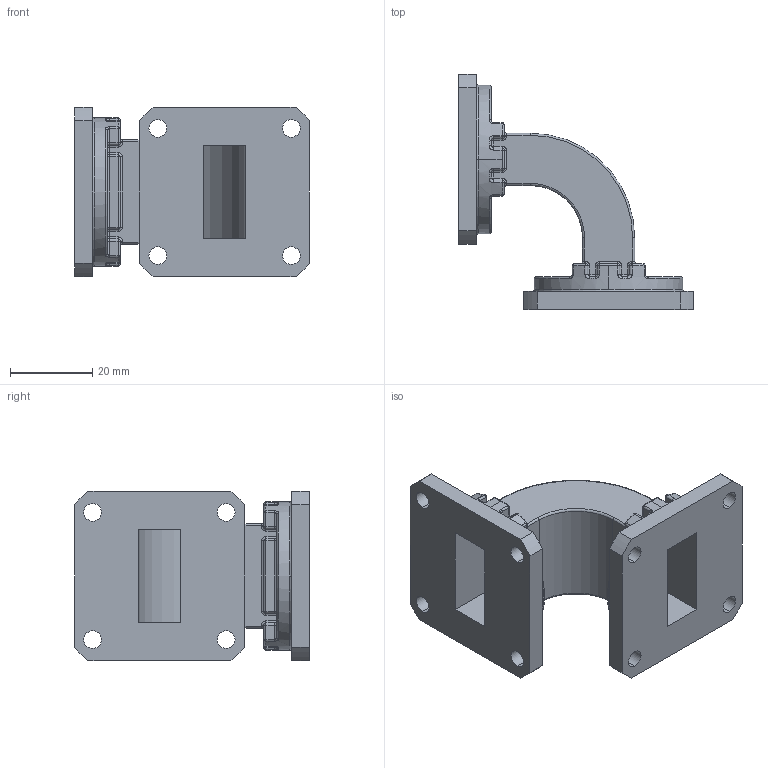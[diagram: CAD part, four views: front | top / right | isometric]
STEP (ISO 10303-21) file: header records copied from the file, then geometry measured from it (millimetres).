
FILE_DESCRIPTION (( 'STEP AP203' ), '1' );
FILE_NAME ('PE-W90B001.step', '2018-09-05T22:09:15', ( '' ), ( '' ), 'SwSTEP 2.0', 'SolidWorks 2017', '' );
FILE_SCHEMA (( 'CONFIG_CONTROL_DESIGN' ));
Length unit declared in the file: inch
Products named in the file (1): PE-W90B001
Bounding box: 57.14 x 57.14 x 41.27 mm (x, y, z)
Volume: 23595.1 mm3; surface area: 16271.5 mm2
Topology: 1 solids, 1 shells, 522 faces, 1237 edges, 651 vertices
Faces by surface type: cylinder 240, plane 96, torus 90, sphere 72, bspline 24
Entity records: 15309 total; most frequent: CARTESIAN_POINT 3443, DIRECTION 2740, ORIENTED_EDGE 2338, EDGE_CURVE 1169, AXIS2_PLACEMENT_3D 1124, VERTEX_POINT 651, CIRCLE 625, EDGE_LOOP 542
